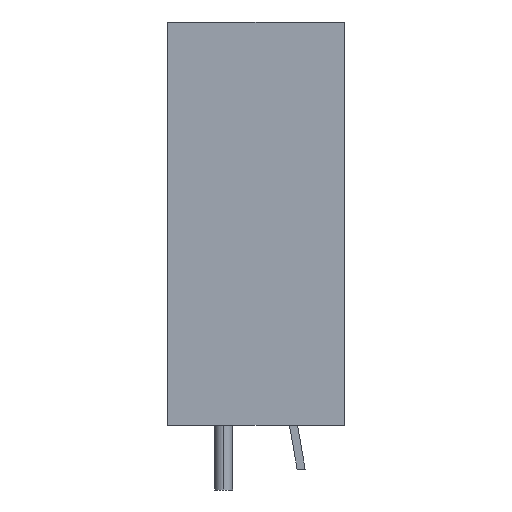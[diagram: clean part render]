
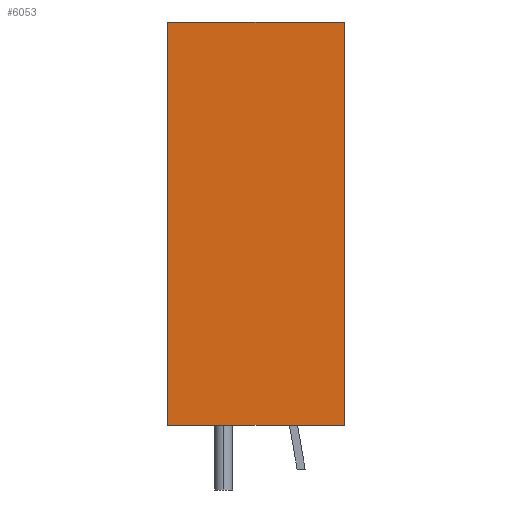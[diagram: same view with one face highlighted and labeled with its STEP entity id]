
A CAD part, left-side view. The second image highlights one B-rep face of the part: STEP entity #6053.
In plain terms, the highlighted planar face has unit normal (-1, 0, 0).
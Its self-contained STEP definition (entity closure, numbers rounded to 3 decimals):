
#23 = CARTESIAN_POINT ( 'NONE',  ( -7.5, -5.455, 12.5 ) ) ;
#173 = DIRECTION ( 'NONE',  ( 0., -1., 0. ) ) ;
#372 = PLANE ( 'NONE',  #5956 ) ;
#934 = DIRECTION ( 'NONE',  ( 0., 0., -1. ) ) ;
#1050 = VECTOR ( 'NONE', #173, 1000. ) ;
#1241 = LINE ( 'NONE', #5550, #6277 ) ;
#1271 = VERTEX_POINT ( 'NONE', #5897 ) ;
#1561 = CARTESIAN_POINT ( 'NONE',  ( -7.5, -5.455, -12.5 ) ) ;
#2027 = DIRECTION ( 'NONE',  ( 0., 0., -1. ) ) ;
#2136 = FACE_OUTER_BOUND ( 'NONE', #2883, .T. ) ;
#2218 = VERTEX_POINT ( 'NONE', #5668 ) ;
#2236 = LINE ( 'NONE', #23, #6291 ) ;
#2458 = CARTESIAN_POINT ( 'NONE',  ( -7.5, -5.455, -12.5 ) ) ;
#2883 = EDGE_LOOP ( 'NONE', ( #4806, #6922, #5438, #4288 ) ) ;
#3172 = VERTEX_POINT ( 'NONE', #6430 ) ;
#3362 = DIRECTION ( 'NONE',  ( 0., 0., -1. ) ) ;
#4203 = CARTESIAN_POINT ( 'NONE',  ( -7.5, -5.455, 12.5 ) ) ;
#4288 = ORIENTED_EDGE ( 'NONE', *, *, #6099, .T. ) ;
#4408 = DIRECTION ( 'NONE',  ( 0., -1., 0. ) ) ;
#4605 = EDGE_CURVE ( 'NONE', #3172, #5375, #6284, .T. ) ;
#4794 = DIRECTION ( 'NONE',  ( 1., 0., 0. ) ) ;
#4806 = ORIENTED_EDGE ( 'NONE', *, *, #4605, .T. ) ;
#5162 = EDGE_CURVE ( 'NONE', #2218, #5375, #1241, .T. ) ;
#5361 = CARTESIAN_POINT ( 'NONE',  ( -7.5, 5.455, 12.5 ) ) ;
#5375 = VERTEX_POINT ( 'NONE', #1561 ) ;
#5438 = ORIENTED_EDGE ( 'NONE', *, *, #5687, .F. ) ;
#5550 = CARTESIAN_POINT ( 'NONE',  ( -7.5, -5.455, 12.5 ) ) ;
#5668 = CARTESIAN_POINT ( 'NONE',  ( -7.5, -5.455, 12.5 ) ) ;
#5687 = EDGE_CURVE ( 'NONE', #1271, #2218, #2236, .T. ) ;
#5897 = CARTESIAN_POINT ( 'NONE',  ( -7.5, 5.455, 12.5 ) ) ;
#5956 = AXIS2_PLACEMENT_3D ( 'NONE', #4203, #4794, #934 ) ;
#6053 = ADVANCED_FACE ( 'NONE', ( #2136 ), #372, .F. ) ;
#6074 = VECTOR ( 'NONE', #2027, 1000. ) ;
#6099 = EDGE_CURVE ( 'NONE', #1271, #3172, #6355, .T. ) ;
#6277 = VECTOR ( 'NONE', #3362, 1000. ) ;
#6284 = LINE ( 'NONE', #2458, #1050 ) ;
#6291 = VECTOR ( 'NONE', #4408, 1000. ) ;
#6355 = LINE ( 'NONE', #5361, #6074 ) ;
#6430 = CARTESIAN_POINT ( 'NONE',  ( -7.5, 5.455, -12.5 ) ) ;
#6922 = ORIENTED_EDGE ( 'NONE', *, *, #5162, .F. ) ;
